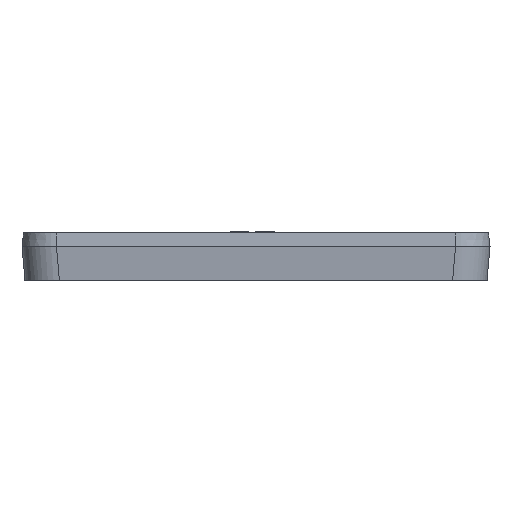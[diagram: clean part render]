
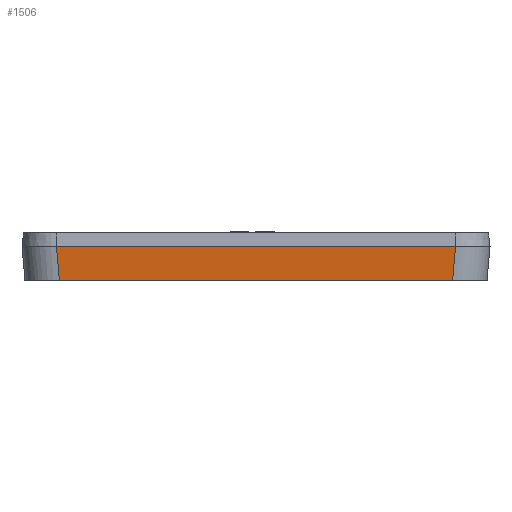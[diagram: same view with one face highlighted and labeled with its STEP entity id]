
A CAD part, front view. The second image highlights one B-rep face of the part: STEP entity #1506.
In plain terms, the highlighted planar face has unit normal (0, -0.996, -0.087).
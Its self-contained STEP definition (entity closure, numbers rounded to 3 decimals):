
#1309 = ORIENTED_EDGE ( 'NONE', *, *, #38866, .T. ) ;
#1506 = ADVANCED_FACE ( 'NONE', ( #38192 ), #7184, .T. ) ;
#2059 = DIRECTION ( 'NONE',  ( 0., 0.087, -0.996 ) ) ;
#6214 = DIRECTION ( 'NONE',  ( -1., 0., 0. ) ) ;
#6904 = VECTOR ( 'NONE', #37063, 1000. ) ;
#7184 = PLANE ( 'NONE',  #29851 ) ;
#8414 = EDGE_CURVE ( 'NONE', #59708, #49041, #63004, .T. ) ;
#14656 = VECTOR ( 'NONE', #38925, 1000. ) ;
#16300 = CARTESIAN_POINT ( 'NONE',  ( 19.906, 498.92, 0. ) ) ;
#16554 = DIRECTION ( 'NONE',  ( 0.087, -0.087, 0.992 ) ) ;
#17075 = VERTEX_POINT ( 'NONE', #62712 ) ;
#18161 = CARTESIAN_POINT ( 'NONE',  ( 14.751, 498.92, 0. ) ) ;
#19586 = CARTESIAN_POINT ( 'NONE',  ( 79.597, 498.92, 0. ) ) ;
#23272 = EDGE_LOOP ( 'NONE', ( #65769, #54339, #1309, #46011 ) ) ;
#26930 = CARTESIAN_POINT ( 'NONE',  ( 19.906, 498.92, 0. ) ) ;
#28015 = CARTESIAN_POINT ( 'NONE',  ( 14.751, 498.746, 1.985 ) ) ;
#29851 = AXIS2_PLACEMENT_3D ( 'NONE', #28015, #48748, #2059 ) ;
#31938 = EDGE_CURVE ( 'NONE', #61878, #59708, #64855, .T. ) ;
#32132 = LINE ( 'NONE', #52901, #51902 ) ;
#37063 = DIRECTION ( 'NONE',  ( 0.087, 0.087, -0.992 ) ) ;
#38192 = FACE_OUTER_BOUND ( 'NONE', #23272, .T. ) ;
#38866 = EDGE_CURVE ( 'NONE', #17075, #61878, #42425, .T. ) ;
#38925 = DIRECTION ( 'NONE',  ( -1., 0., 0. ) ) ;
#42425 = LINE ( 'NONE', #63261, #46907 ) ;
#43509 = EDGE_CURVE ( 'NONE', #17075, #49041, #32132, .T. ) ;
#46011 = ORIENTED_EDGE ( 'NONE', *, *, #31938, .T. ) ;
#46907 = VECTOR ( 'NONE', #16554, 1000. ) ;
#48748 = DIRECTION ( 'NONE',  ( 0., -0.996, -0.087 ) ) ;
#49041 = VERTEX_POINT ( 'NONE', #65377 ) ;
#51902 = VECTOR ( 'NONE', #6214, 1000. ) ;
#52901 = CARTESIAN_POINT ( 'NONE',  ( 49.751, 499.366, -5.1 ) ) ;
#54339 = ORIENTED_EDGE ( 'NONE', *, *, #43509, .F. ) ;
#59708 = VERTEX_POINT ( 'NONE', #26930 ) ;
#61878 = VERTEX_POINT ( 'NONE', #19586 ) ;
#62712 = CARTESIAN_POINT ( 'NONE',  ( 79.15, 499.366, -5.1 ) ) ;
#63004 = LINE ( 'NONE', #16300, #6904 ) ;
#63261 = CARTESIAN_POINT ( 'NONE',  ( 79.15, 499.366, -5.1 ) ) ;
#64855 = LINE ( 'NONE', #18161, #14656 ) ;
#65377 = CARTESIAN_POINT ( 'NONE',  ( 20.352, 499.366, -5.1 ) ) ;
#65769 = ORIENTED_EDGE ( 'NONE', *, *, #8414, .T. ) ;
